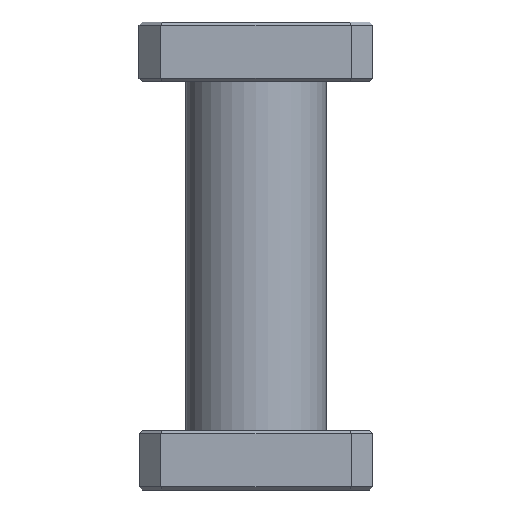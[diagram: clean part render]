
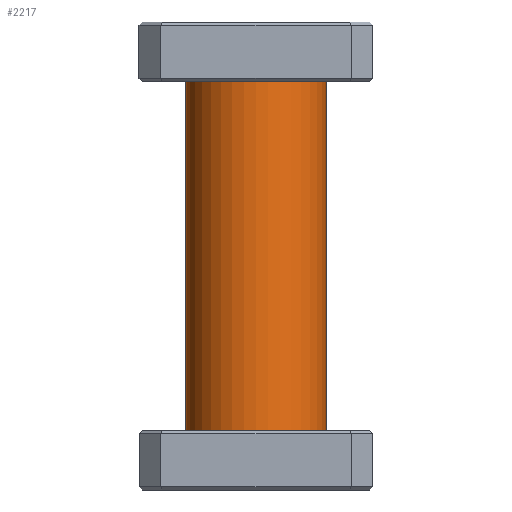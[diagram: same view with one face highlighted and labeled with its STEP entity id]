
A CAD part, front view. The second image highlights one B-rep face of the part: STEP entity #2217.
In plain terms, the highlighted cylindrical face has radius 5.715 mm (diameter 11.43 mm), a partial arc.
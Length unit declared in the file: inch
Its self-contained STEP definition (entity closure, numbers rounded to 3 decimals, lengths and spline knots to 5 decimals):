
#1 = CARTESIAN_POINT ( 'NONE',  ( -0.225, 0., 0.56 ) ) ;
#64 = CARTESIAN_POINT ( 'NONE',  ( 0., 0., 0.56 ) ) ;
#174 = VERTEX_POINT ( 'NONE', #2001 ) ;
#225 = VECTOR ( 'NONE', #2234, 39.37008 ) ;
#278 = FACE_OUTER_BOUND ( 'NONE', #2291, .T. ) ;
#479 = ORIENTED_EDGE ( 'NONE', *, *, #2088, .T. ) ;
#568 = DIRECTION ( 'NONE',  ( 1., 0., 0. ) ) ;
#630 = ORIENTED_EDGE ( 'NONE', *, *, #2029, .T. ) ;
#663 = CARTESIAN_POINT ( 'NONE',  ( 0., 0., 0.56 ) ) ;
#695 = ORIENTED_EDGE ( 'NONE', *, *, #1068, .F. ) ;
#703 = CARTESIAN_POINT ( 'NONE',  ( 0.225, 0., 0.56 ) ) ;
#780 = CARTESIAN_POINT ( 'NONE',  ( 0., 0., -0.56 ) ) ;
#859 = DIRECTION ( 'NONE',  ( 0., 0., 1. ) ) ;
#888 = DIRECTION ( 'NONE',  ( 0., 0., -1. ) ) ;
#1059 = VECTOR ( 'NONE', #2579, 39.37008 ) ;
#1068 = EDGE_CURVE ( 'NONE', #1286, #1158, #2278, .T. ) ;
#1143 = VERTEX_POINT ( 'NONE', #1 ) ;
#1158 = VERTEX_POINT ( 'NONE', #1862 ) ;
#1164 = CARTESIAN_POINT ( 'NONE',  ( -0.225, 0., 0.56 ) ) ;
#1233 = CIRCLE ( 'NONE', #1568, 0.225 ) ;
#1259 = CYLINDRICAL_SURFACE ( 'NONE', #2474, 0.225 ) ;
#1286 = VERTEX_POINT ( 'NONE', #703 ) ;
#1402 = CIRCLE ( 'NONE', #1960, 0.225 ) ;
#1568 = AXIS2_PLACEMENT_3D ( 'NONE', #780, #1594, #568 ) ;
#1594 = DIRECTION ( 'NONE',  ( 0., 0., 1. ) ) ;
#1726 = DIRECTION ( 'NONE',  ( -1., 0., 0. ) ) ;
#1728 = DIRECTION ( 'NONE',  ( 1., 0., 0. ) ) ;
#1862 = CARTESIAN_POINT ( 'NONE',  ( 0.225, 0., -0.56 ) ) ;
#1944 = LINE ( 'NONE', #1164, #1059 ) ;
#1956 = EDGE_CURVE ( 'NONE', #1143, #1286, #1402, .T. ) ;
#1960 = AXIS2_PLACEMENT_3D ( 'NONE', #64, #859, #1728 ) ;
#2001 = CARTESIAN_POINT ( 'NONE',  ( -0.225, 0., -0.56 ) ) ;
#2029 = EDGE_CURVE ( 'NONE', #1143, #174, #1944, .T. ) ;
#2078 = CARTESIAN_POINT ( 'NONE',  ( 0.225, 0., 0.56 ) ) ;
#2088 = EDGE_CURVE ( 'NONE', #174, #1158, #1233, .T. ) ;
#2217 = ADVANCED_FACE ( 'NONE', ( #278 ), #1259, .T. ) ;
#2234 = DIRECTION ( 'NONE',  ( 0., 0., -1. ) ) ;
#2278 = LINE ( 'NONE', #2078, #225 ) ;
#2291 = EDGE_LOOP ( 'NONE', ( #695, #2315, #630, #479 ) ) ;
#2315 = ORIENTED_EDGE ( 'NONE', *, *, #1956, .F. ) ;
#2474 = AXIS2_PLACEMENT_3D ( 'NONE', #663, #888, #1726 ) ;
#2579 = DIRECTION ( 'NONE',  ( 0., 0., -1. ) ) ;
